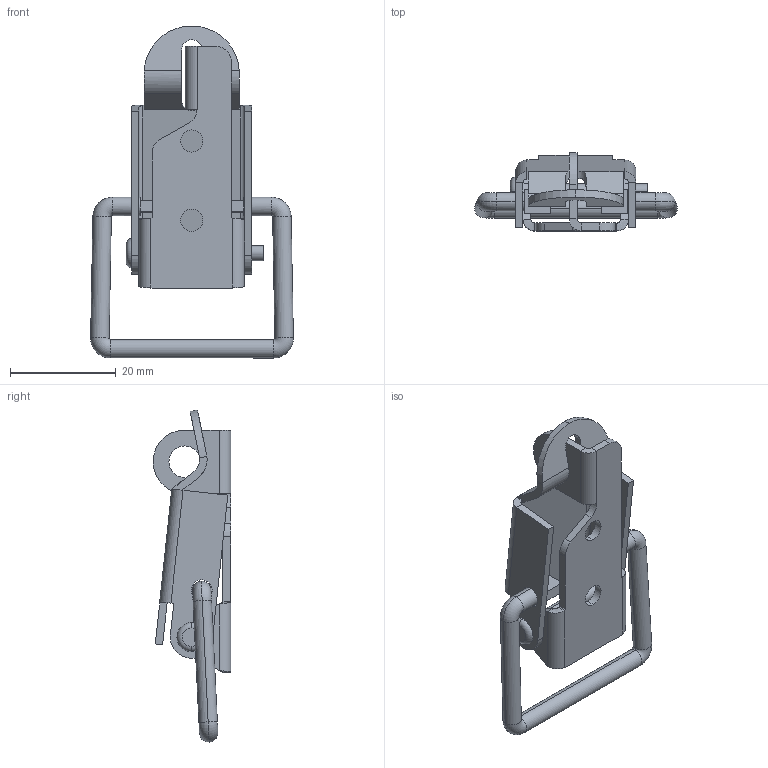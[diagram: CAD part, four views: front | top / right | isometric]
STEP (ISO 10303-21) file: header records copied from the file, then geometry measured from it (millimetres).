
FILE_DESCRIPTION (( 'STEP AP214' ), '1' );
FILE_NAME ('D10722 - 107 G2 ZP.STEP', '2017-02-15T11:51:53', ( '' ), ( '' ), 'SwSTEP 2.0', 'SolidWorks 2015', '' );
FILE_SCHEMA (( 'AUTOMOTIVE_DESIGN' ));
Length unit declared in the file: millimetre
Products named in the file (5): Platta; D10722 - 107 G2 ZP; bygel; överdel; nit
Assembly tree (4 placements, depth 2):
  D10722 - 107 G2 ZP
    Platta
    nit
    överdel
    bygel
Bounding box: 38.42 x 14.74 x 62.92 mm (x, y, z)
Volume: 4318 mm3; surface area: 6567.6 mm2
Topology: 4 solids, 4 shells, 152 faces, 369 edges, 224 vertices
Faces by surface type: plane 81, cylinder 57, torus 10, bspline 4
Entity records: 4753 total; most frequent: CARTESIAN_POINT 946, DIRECTION 779, ORIENTED_EDGE 738, EDGE_CURVE 369, AXIS2_PLACEMENT_3D 281, VERTEX_POINT 224, LINE 217, VECTOR 217
